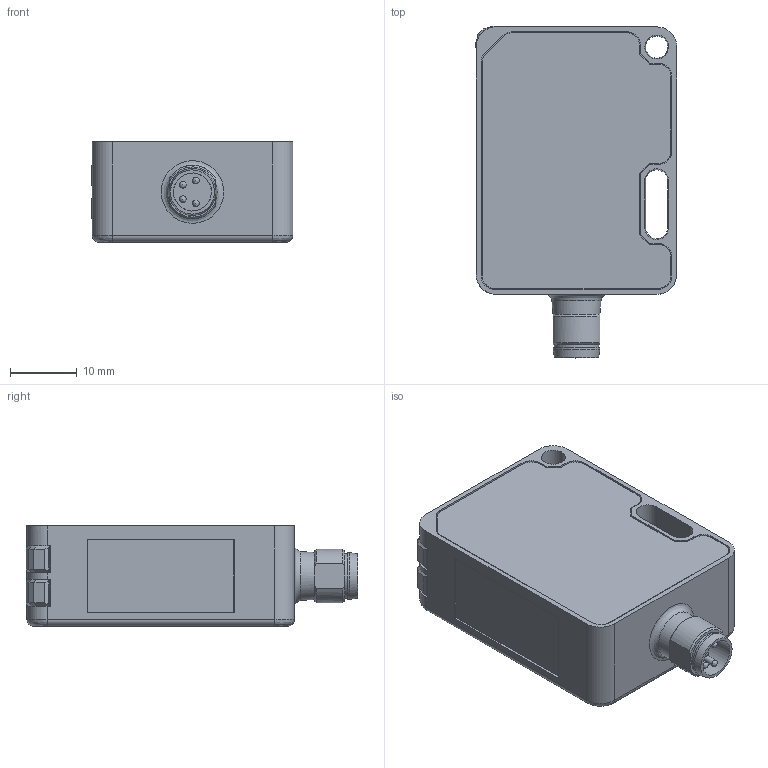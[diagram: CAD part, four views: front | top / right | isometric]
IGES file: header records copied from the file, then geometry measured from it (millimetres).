
Global section: file name: LH_41_Mxxx_GxL-T4; native system: Autodesk Inventor 2015; preprocessor: unknown; author: lck; date: 20150721.140401; units: millimetre
Bounding box: 30.14 x 49.64 x 15 mm (x, y, z)
Surface area: 23876.5 mm2
Topology: 5 solids, 12 shells, 249 faces, 700 edges, 467 vertices
Faces by surface type: bspline 249
